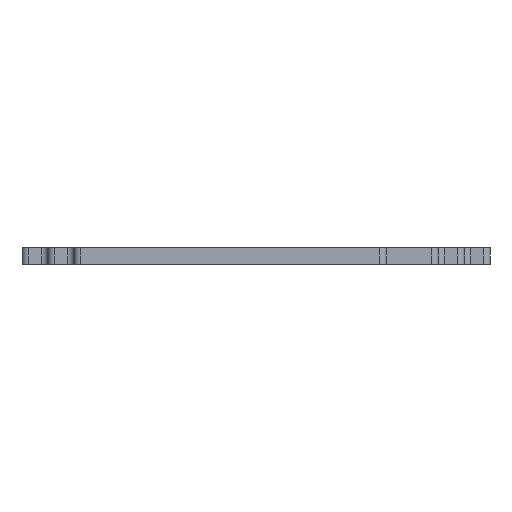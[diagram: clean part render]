
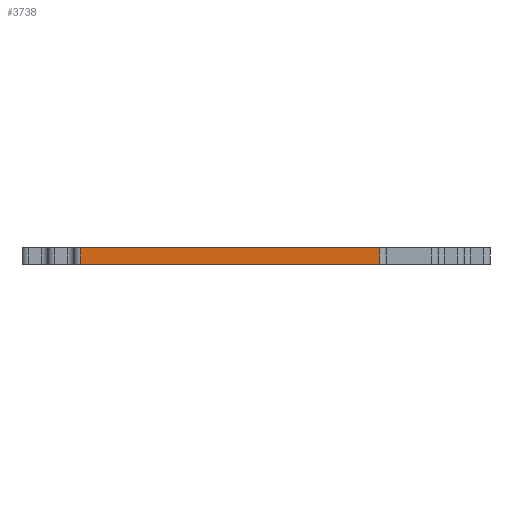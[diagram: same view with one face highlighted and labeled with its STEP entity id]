
A CAD part, left-side view. The second image highlights one B-rep face of the part: STEP entity #3738.
In plain terms, the highlighted planar face has unit normal (-1, 0, 0).
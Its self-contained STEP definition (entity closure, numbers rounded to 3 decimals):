
#3699=CARTESIAN_POINT('',(0.076,47.883,14.));
#3700=DIRECTION('',(-1.,0.,0.));
#3701=DIRECTION('',(-0.,-1.,0.));
#3702=AXIS2_PLACEMENT_3D('',#3699,#3700,#3701);
#3703=PLANE('',#3702);
#3704=CARTESIAN_POINT('',(0.076,20.415,11.));
#3705=VERTEX_POINT('',#3704);
#3706=CARTESIAN_POINT('',(0.076,75.352,11.));
#3707=VERTEX_POINT('',#3706);
#3708=CARTESIAN_POINT('',(0.076,20.415,11.));
#3709=DIRECTION('',(0.,1.,0.));
#3710=VECTOR('',#3709,54.938);
#3711=LINE('',#3708,#3710);
#3712=EDGE_CURVE('',#3705,#3707,#3711,.T.);
#3713=ORIENTED_EDGE('',*,*,#3712,.F.);
#3714=CARTESIAN_POINT('',(0.076,20.415,14.));
#3715=VERTEX_POINT('',#3714);
#3716=CARTESIAN_POINT('',(0.076,20.415,11.));
#3717=DIRECTION('',(-0.,-0.,1.));
#3718=VECTOR('',#3717,3.);
#3719=LINE('',#3716,#3718);
#3720=EDGE_CURVE('',#3705,#3715,#3719,.T.);
#3721=ORIENTED_EDGE('',*,*,#3720,.T.);
#3722=CARTESIAN_POINT('',(0.076,75.352,14.));
#3723=VERTEX_POINT('',#3722);
#3724=CARTESIAN_POINT('',(0.076,20.415,14.));
#3725=DIRECTION('',(0.,1.,0.));
#3726=VECTOR('',#3725,54.938);
#3727=LINE('',#3724,#3726);
#3728=EDGE_CURVE('',#3715,#3723,#3727,.T.);
#3729=ORIENTED_EDGE('',*,*,#3728,.T.);
#3730=CARTESIAN_POINT('',(0.076,75.352,14.));
#3731=DIRECTION('',(0.,0.,-1.));
#3732=VECTOR('',#3731,3.);
#3733=LINE('',#3730,#3732);
#3734=EDGE_CURVE('',#3723,#3707,#3733,.T.);
#3735=ORIENTED_EDGE('',*,*,#3734,.T.);
#3736=EDGE_LOOP('',(#3713,#3721,#3729,#3735));
#3737=FACE_BOUND('',#3736,.T.);
#3738=ADVANCED_FACE('',(#3737),#3703,.T.);
